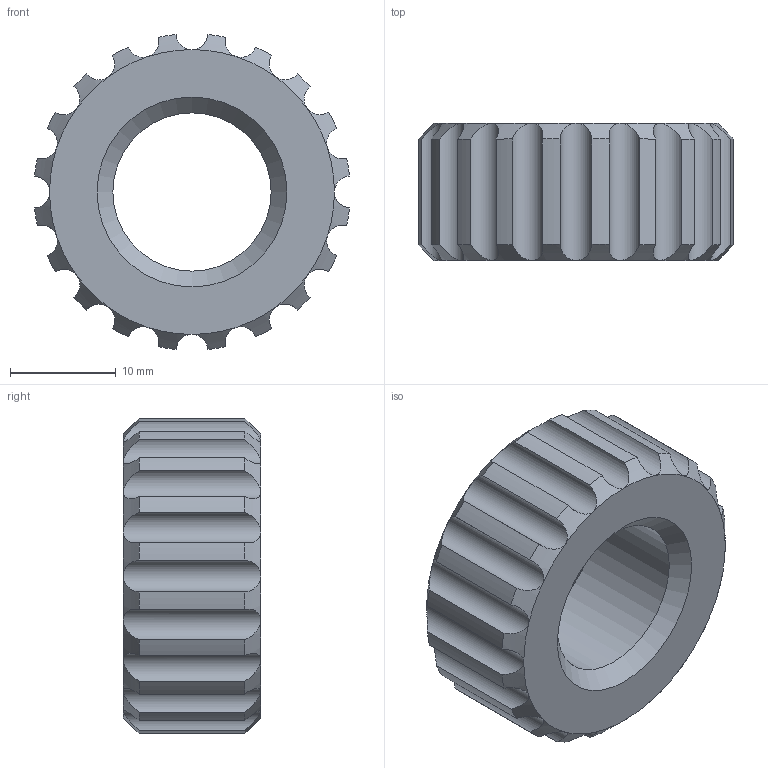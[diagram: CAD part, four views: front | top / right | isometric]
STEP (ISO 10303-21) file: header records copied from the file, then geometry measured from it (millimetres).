
FILE_DESCRIPTION(('Open CASCADE Model'),'2;1');
FILE_NAME('Open CASCADE Shape Model','2026-01-02T18:09:02',('Author'),( 'Open CASCADE'),'Open CASCADE STEP processor 7.8','Open CASCADE 7.8' ,'Unknown');
FILE_SCHEMA(('AUTOMOTIVE_DESIGN { 1 0 10303 214 1 1 1 1 }'));
Length unit declared in the file: millimetre
Products named in the file (1): Open CASCADE STEP translator 7.8 3
Bounding box: 29.85 x 13 x 29.85 mm (x, y, z)
Volume: 5794.6 mm3; surface area: 2939.1 mm2
Topology: 1 solids, 1 shells, 85 faces, 207 edges, 124 vertices
Faces by surface type: cone 42, cylinder 41, plane 2
Full cylindrical faces by diameter (mm): 15 x1
Entity records: 25552 total; most frequent: CARTESIAN_POINT 21849, DIRECTION 557, ORIENTED_EDGE 414, PCURVE 414, DEFINITIONAL_REPRESENTATION 414, B_SPLINE_CURVE_WITH_KNOTS 320, EDGE_CURVE 207, SURFACE_CURVE 204
